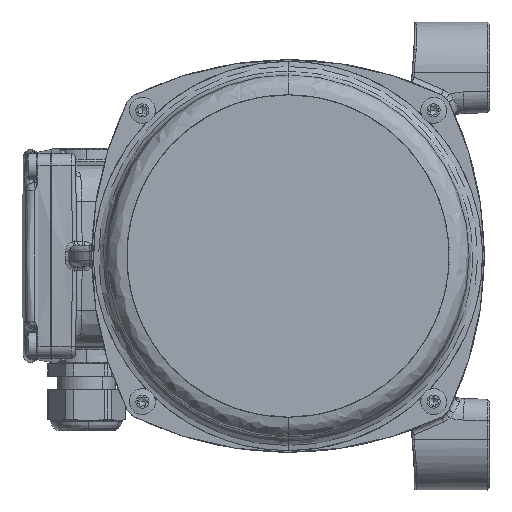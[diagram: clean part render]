
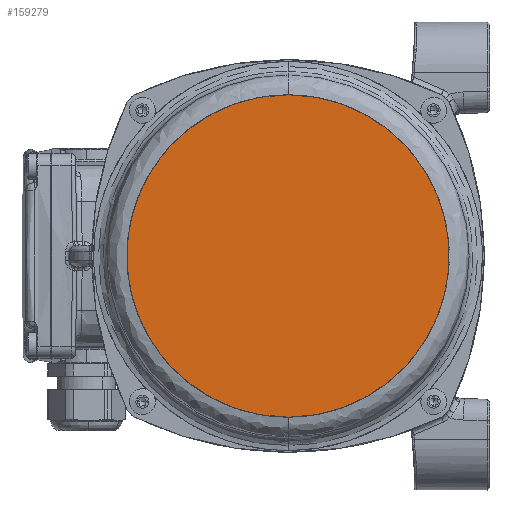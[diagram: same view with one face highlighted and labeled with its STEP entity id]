
A CAD part, left-side view. The second image highlights one B-rep face of the part: STEP entity #159279.
In plain terms, the highlighted planar face has unit normal (-1, 0, 0).
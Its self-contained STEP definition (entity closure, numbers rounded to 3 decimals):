
#8630 = EDGE_CURVE ( 'NONE', #137700, #24384, #54948, .T. ) ;
#17574 = DIRECTION ( 'NONE',  ( 0., 0., 1. ) ) ;
#18624 = FACE_OUTER_BOUND ( 'NONE', #130175, .T. ) ;
#23342 = CARTESIAN_POINT ( 'NONE',  ( -157., 0., 74.75 ) ) ;
#24384 = VERTEX_POINT ( 'NONE', #150755 ) ;
#48378 = AXIS2_PLACEMENT_3D ( 'NONE', #87375, #72613, #17574 ) ;
#54292 =( BOUNDED_CURVE ( )  B_SPLINE_CURVE ( 3, ( #157403, #127489, #126875, #128697 ),
 .UNSPECIFIED., .F., .F. ) 
 B_SPLINE_CURVE_WITH_KNOTS ( ( 4, 4 ),
 ( 0., 1. ),
 .UNSPECIFIED. ) 
 CURVE ( )  GEOMETRIC_REPRESENTATION_ITEM ( )  RATIONAL_B_SPLINE_CURVE ( ( 1., 0.333, 0.333, 1. ) ) 
 REPRESENTATION_ITEM ( '' )  );
#54948 =( BOUNDED_CURVE ( )  B_SPLINE_CURVE ( 3, ( #67805, #137731, #179945, #96718 ),
 .UNSPECIFIED., .F., .F. ) 
 B_SPLINE_CURVE_WITH_KNOTS ( ( 4, 4 ),
 ( 0., 1. ),
 .UNSPECIFIED. ) 
 CURVE ( )  GEOMETRIC_REPRESENTATION_ITEM ( )  RATIONAL_B_SPLINE_CURVE ( ( 1., 0.333, 0.333, 1. ) ) 
 REPRESENTATION_ITEM ( '' )  );
#62123 = ORIENTED_EDGE ( 'NONE', *, *, #8630, .F. ) ;
#67805 = CARTESIAN_POINT ( 'NONE',  ( -157., 0., 74.75 ) ) ;
#72613 = DIRECTION ( 'NONE',  ( 1., 0., 0. ) ) ;
#87375 = CARTESIAN_POINT ( 'NONE',  ( -157., 0., 74.75 ) ) ;
#96718 = CARTESIAN_POINT ( 'NONE',  ( -157., 0., -74.75 ) ) ;
#118171 = ORIENTED_EDGE ( 'NONE', *, *, #141101, .F. ) ;
#126875 = CARTESIAN_POINT ( 'NONE',  ( -157., 149.5, 74.75 ) ) ;
#127489 = CARTESIAN_POINT ( 'NONE',  ( -157., 149.5, -74.75 ) ) ;
#128697 = CARTESIAN_POINT ( 'NONE',  ( -157., 0., 74.75 ) ) ;
#130175 = EDGE_LOOP ( 'NONE', ( #118171, #62123 ) ) ;
#137700 = VERTEX_POINT ( 'NONE', #23342 ) ;
#137731 = CARTESIAN_POINT ( 'NONE',  ( -157., -149.5, 74.75 ) ) ;
#141101 = EDGE_CURVE ( 'NONE', #24384, #137700, #54292, .T. ) ;
#142477 = PLANE ( 'NONE',  #48378 ) ;
#150755 = CARTESIAN_POINT ( 'NONE',  ( -157., 0., -74.75 ) ) ;
#157403 = CARTESIAN_POINT ( 'NONE',  ( -157., 0., -74.75 ) ) ;
#159279 = ADVANCED_FACE ( 'NONE', ( #18624 ), #142477, .F. ) ;
#179945 = CARTESIAN_POINT ( 'NONE',  ( -157., -149.5, -74.75 ) ) ;
